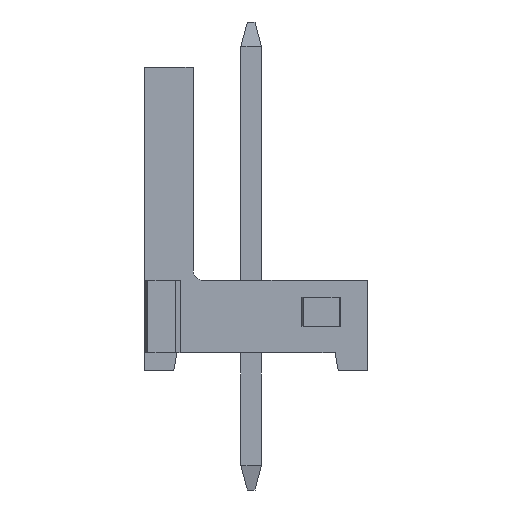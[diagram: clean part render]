
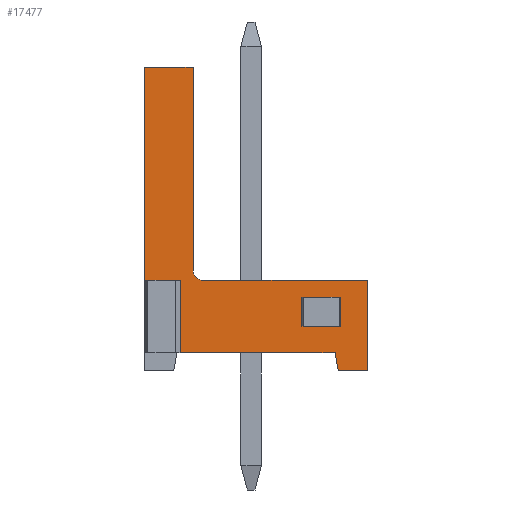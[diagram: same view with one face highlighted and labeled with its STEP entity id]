
A CAD part, left-side view. The second image highlights one B-rep face of the part: STEP entity #17477.
In plain terms, the highlighted planar face has unit normal (-1, 0, 0).
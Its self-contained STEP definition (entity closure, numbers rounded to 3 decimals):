
#16613=CARTESIAN_POINT('',(-12.5,-3.6,2.8));
#16614=VERTEX_POINT('',#16613);
#16621=CARTESIAN_POINT('',(-12.5,-3.6,0.));
#16622=VERTEX_POINT('',#16621);
#16623=CARTESIAN_POINT('',(-12.5,-3.6,2.8));
#16624=DIRECTION('',(0.,0.,-1.));
#16625=VECTOR('',#16624,2.8);
#16626=LINE('',#16623,#16625);
#16627=EDGE_CURVE('',#16614,#16622,#16626,.T.);
#16775=CARTESIAN_POINT('',(-12.5,3.3,2.8));
#16776=VERTEX_POINT('',#16775);
#16783=CARTESIAN_POINT('',(-12.5,3.3,9.4));
#16784=VERTEX_POINT('',#16783);
#16785=CARTESIAN_POINT('',(-12.5,3.3,2.8));
#16786=DIRECTION('',(0.,0.,1.));
#16787=VECTOR('',#16786,6.6);
#16788=LINE('',#16785,#16787);
#16789=EDGE_CURVE('',#16776,#16784,#16788,.T.);
#16807=CARTESIAN_POINT('',(-12.5,1.8,9.4));
#16808=VERTEX_POINT('',#16807);
#16809=CARTESIAN_POINT('',(-12.5,3.3,9.4));
#16810=DIRECTION('',(0.,-1.,0.));
#16811=VECTOR('',#16810,1.5);
#16812=LINE('',#16809,#16811);
#16813=EDGE_CURVE('',#16784,#16808,#16812,.T.);
#16831=CARTESIAN_POINT('',(-12.5,1.8,3.1));
#16832=VERTEX_POINT('',#16831);
#16833=CARTESIAN_POINT('',(-12.5,1.8,9.4));
#16834=DIRECTION('',(0.,0.,-1.));
#16835=VECTOR('',#16834,6.3);
#16836=LINE('',#16833,#16835);
#16837=EDGE_CURVE('',#16808,#16832,#16836,.T.);
#16855=CARTESIAN_POINT('',(-12.5,1.5,2.8));
#16856=VERTEX_POINT('',#16855);
#16857=CARTESIAN_POINT('',(-12.5,1.5,3.1));
#16858=DIRECTION('',(0.,1.,0.));
#16859=DIRECTION('',(-1.,0.,0.));
#16860=AXIS2_PLACEMENT_3D('',#16857,#16859,#16858);
#16861=CIRCLE('',#16860,0.3);
#16862=EDGE_CURVE('',#16832,#16856,#16861,.T.);
#17048=CARTESIAN_POINT('',(-12.5,-2.6,0.55));
#17049=VERTEX_POINT('',#17048);
#17056=CARTESIAN_POINT('',(-12.5,2.2,0.55));
#17057=VERTEX_POINT('',#17056);
#17058=CARTESIAN_POINT('',(-12.5,-2.6,0.55));
#17059=DIRECTION('',(0.,1.,0.));
#17060=VECTOR('',#17059,4.8);
#17061=LINE('',#17058,#17060);
#17062=EDGE_CURVE('',#17049,#17057,#17061,.T.);
#17384=CARTESIAN_POINT('',(-12.5,-2.7,0.));
#17385=VERTEX_POINT('',#17384);
#17394=CARTESIAN_POINT('',(-12.5,-3.6,0.));
#17395=DIRECTION('',(0.,1.,0.));
#17396=VECTOR('',#17395,0.9);
#17397=LINE('',#17394,#17396);
#17398=EDGE_CURVE('',#16622,#17385,#17397,.T.);
#17403=CARTESIAN_POINT('',(-12.5,-0.15,4.7));
#17404=DIRECTION('',(0.,1.,0.));
#17405=DIRECTION('',(-1.,0.,0.));
#17406=AXIS2_PLACEMENT_3D('',#17403,#17405,#17404);
#17407=PLANE('',#17406);
#17408=CARTESIAN_POINT('',(-12.5,-3.6,2.8));
#17409=DIRECTION('',(0.,1.,0.));
#17410=VECTOR('',#17409,5.1);
#17411=LINE('',#17408,#17410);
#17412=EDGE_CURVE('',#16614,#16856,#17411,.T.);
#17413=ORIENTED_EDGE('',*,*,#17412,.T.);
#17414=ORIENTED_EDGE('',*,*,#16862,.F.);
#17415=ORIENTED_EDGE('',*,*,#16837,.F.);
#17416=ORIENTED_EDGE('',*,*,#16813,.F.);
#17417=ORIENTED_EDGE('',*,*,#16789,.F.);
#17418=CARTESIAN_POINT('',(-12.5,2.2,2.8));
#17419=VERTEX_POINT('',#17418);
#17420=CARTESIAN_POINT('',(-12.5,3.3,2.8));
#17421=DIRECTION('',(0.,-1.,0.));
#17422=VECTOR('',#17421,1.1);
#17423=LINE('',#17420,#17422);
#17424=EDGE_CURVE('',#16776,#17419,#17423,.T.);
#17425=ORIENTED_EDGE('',*,*,#17424,.T.);
#17426=CARTESIAN_POINT('',(-12.5,2.2,2.8));
#17427=DIRECTION('',(0.,0.,-1.));
#17428=VECTOR('',#17427,2.25);
#17429=LINE('',#17426,#17428);
#17430=EDGE_CURVE('',#17419,#17057,#17429,.T.);
#17431=ORIENTED_EDGE('',*,*,#17430,.T.);
#17432=ORIENTED_EDGE('',*,*,#17062,.F.);
#17433=CARTESIAN_POINT('',(-12.5,-2.6,0.55));
#17434=DIRECTION('',(0.,-0.179,-0.984));
#17435=VECTOR('',#17434,0.559);
#17436=LINE('',#17433,#17435);
#17437=EDGE_CURVE('',#17049,#17385,#17436,.T.);
#17438=ORIENTED_EDGE('',*,*,#17437,.T.);
#17439=ORIENTED_EDGE('',*,*,#17398,.F.);
#17440=ORIENTED_EDGE('',*,*,#16627,.F.);
#17441=EDGE_LOOP('',(#17413,#17414,#17415,#17416,#17417,#17425,#17431,#17432,#17438,#17439,#17440));
#17442=FACE_OUTER_BOUND('',#17441,.T.);
#17443=CARTESIAN_POINT('',(-12.5,-2.775,2.275));
#17444=VERTEX_POINT('',#17443);
#17445=CARTESIAN_POINT('',(-12.5,-2.775,1.375));
#17446=VERTEX_POINT('',#17445);
#17447=CARTESIAN_POINT('',(-12.5,-2.775,2.275));
#17448=DIRECTION('',(0.,0.,-1.));
#17449=VECTOR('',#17448,0.9);
#17450=LINE('',#17447,#17449);
#17451=EDGE_CURVE('',#17444,#17446,#17450,.T.);
#17452=ORIENTED_EDGE('',*,*,#17451,.T.);
#17453=CARTESIAN_POINT('',(-12.5,-1.575,1.375));
#17454=VERTEX_POINT('',#17453);
#17455=CARTESIAN_POINT('',(-12.5,-2.775,1.375));
#17456=DIRECTION('',(0.,1.,0.));
#17457=VECTOR('',#17456,1.2);
#17458=LINE('',#17455,#17457);
#17459=EDGE_CURVE('',#17446,#17454,#17458,.T.);
#17460=ORIENTED_EDGE('',*,*,#17459,.T.);
#17461=CARTESIAN_POINT('',(-12.5,-1.575,2.275));
#17462=VERTEX_POINT('',#17461);
#17463=CARTESIAN_POINT('',(-12.5,-1.575,1.375));
#17464=DIRECTION('',(0.,0.,1.));
#17465=VECTOR('',#17464,0.9);
#17466=LINE('',#17463,#17465);
#17467=EDGE_CURVE('',#17454,#17462,#17466,.T.);
#17468=ORIENTED_EDGE('',*,*,#17467,.T.);
#17469=CARTESIAN_POINT('',(-12.5,-1.575,2.275));
#17470=DIRECTION('',(0.,-1.,0.));
#17471=VECTOR('',#17470,1.2);
#17472=LINE('',#17469,#17471);
#17473=EDGE_CURVE('',#17462,#17444,#17472,.T.);
#17474=ORIENTED_EDGE('',*,*,#17473,.T.);
#17475=EDGE_LOOP('',(#17452,#17460,#17468,#17474));
#17476=FACE_BOUND('',#17475,.T.);
#17477=ADVANCED_FACE('',(#17442,#17476),#17407,.T.);
